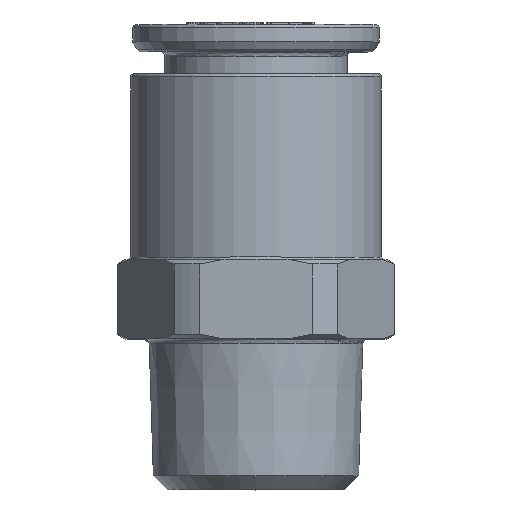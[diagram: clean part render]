
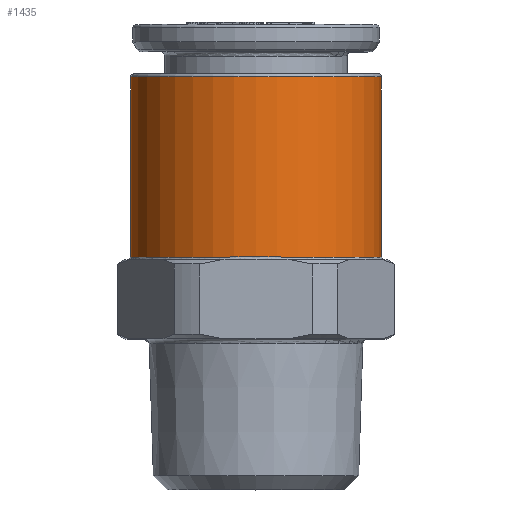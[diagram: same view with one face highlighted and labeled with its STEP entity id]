
A CAD part, top view. The second image highlights one B-rep face of the part: STEP entity #1435.
In plain terms, the highlighted cylindrical face has radius 7.9 mm (diameter 15.8 mm), a partial arc.
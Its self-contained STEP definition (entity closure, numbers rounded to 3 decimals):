
#1435=ADVANCED_FACE('',(#3258),#3259,.T.);
#3258=FACE_OUTER_BOUND('',#6743,.T.);
#3259=CYLINDRICAL_SURFACE('',#6744,7.9);
#6743=EDGE_LOOP('',(#12005,#12006,#12007,#12008,#12009,#12010));
#6744=AXIS2_PLACEMENT_3D('',#12011,#12012,#12013);
#12005=ORIENTED_EDGE('',*,*,#17256,.T.);
#12006=ORIENTED_EDGE('',*,*,#16521,.F.);
#12007=ORIENTED_EDGE('',*,*,#16329,.F.);
#12008=ORIENTED_EDGE('',*,*,#17257,.T.);
#12009=ORIENTED_EDGE('',*,*,#17258,.T.);
#12010=ORIENTED_EDGE('',*,*,#17150,.T.);
#12011=CARTESIAN_POINT('',(0.0,5.0,0.0));
#12012=DIRECTION('',(0.0,-1.0,0.0));
#12013=DIRECTION('',(1.0,0.0,0.0));
#16329=EDGE_CURVE('',#19461,#19452,#19463,.T.);
#16521=EDGE_CURVE('',#19452,#19760,#19761,.T.);
#17150=EDGE_CURVE('',#20705,#20703,#20706,.T.);
#17256=EDGE_CURVE('',#20703,#19760,#20865,.T.);
#17257=EDGE_CURVE('',#19461,#20866,#20867,.T.);
#17258=EDGE_CURVE('',#20866,#20705,#20868,.T.);
#19452=VERTEX_POINT('',#24018);
#19461=VERTEX_POINT('',#24027);
#19463=CIRCLE('',#24029,7.9);
#19760=VERTEX_POINT('',#24599);
#19761=CIRCLE('',#24600,7.9);
#20703=VERTEX_POINT('',#26424);
#20705=VERTEX_POINT('',#26426);
#20706=CIRCLE('',#26427,7.9);
#20865=LINE('',#26685,#26686);
#20866=VERTEX_POINT('',#26687);
#20867=LINE('',#26688,#26689);
#20868=CIRCLE('',#26690,7.9);
#24018=CARTESIAN_POINT('',(7.9,16.5,0.055));
#24027=CARTESIAN_POINT('',(-7.9,16.5,0.0));
#24029=AXIS2_PLACEMENT_3D('',#29795,#29796,#29797);
#24599=CARTESIAN_POINT('',(7.9,16.5,0.));
#24600=AXIS2_PLACEMENT_3D('',#29998,#29999,#30000);
#26424=CARTESIAN_POINT('',(7.9,5.15,0.));
#26426=CARTESIAN_POINT('',(7.9,5.15,0.055));
#26427=AXIS2_PLACEMENT_3D('',#30631,#30632,#30633);
#26685=CARTESIAN_POINT('',(7.9,10.825,0.));
#26686=VECTOR('',#30737,1.0);
#26687=CARTESIAN_POINT('',(-7.9,5.15,0.));
#26688=CARTESIAN_POINT('',(-7.9,10.825,0.));
#26689=VECTOR('',#30738,1.0);
#26690=AXIS2_PLACEMENT_3D('',#30739,#30740,#30741);
#29795=CARTESIAN_POINT('',(0.0,16.5,0.0));
#29796=DIRECTION('',(0.0,1.0,0.0));
#29797=DIRECTION('',(-1.0,0.0,0.0));
#29998=CARTESIAN_POINT('',(0.0,16.5,0.0));
#29999=DIRECTION('',(0.0,1.0,0.0));
#30000=DIRECTION('',(-1.0,0.0,0.0));
#30631=CARTESIAN_POINT('',(0.0,5.15,0.0));
#30632=DIRECTION('',(-0.0,1.0,0.0));
#30633=DIRECTION('',(1.0,0.0,0.0));
#30737=DIRECTION('',(-0.0,1.0,-0.0));
#30738=DIRECTION('',(0.0,-1.0,0.0));
#30739=CARTESIAN_POINT('',(0.0,5.15,0.0));
#30740=DIRECTION('',(-0.0,1.0,0.0));
#30741=DIRECTION('',(1.0,0.0,0.0));
